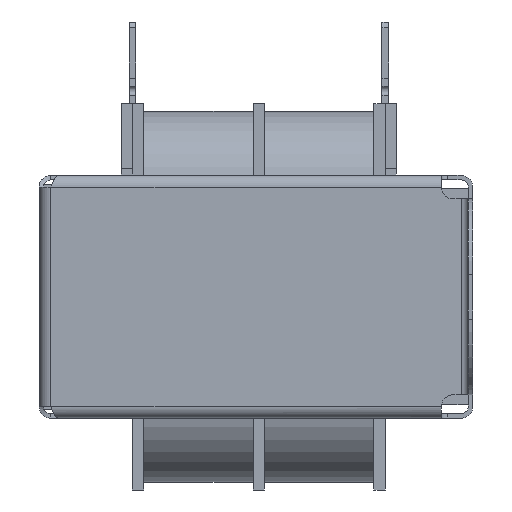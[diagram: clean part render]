
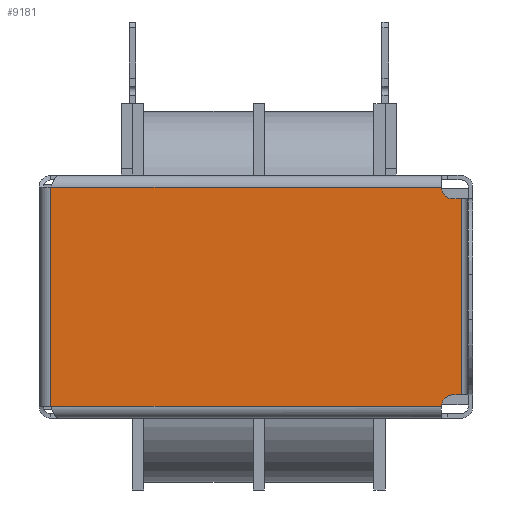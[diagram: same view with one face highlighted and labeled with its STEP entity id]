
A CAD part, left-side view. The second image highlights one B-rep face of the part: STEP entity #9181.
In plain terms, the highlighted planar face has unit normal (-1, 0, 0).
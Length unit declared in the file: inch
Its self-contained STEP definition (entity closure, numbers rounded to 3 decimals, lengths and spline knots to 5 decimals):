
#310 = DIRECTION ( 'NONE',  ( 0., 0., 1. ) ) ;
#522 = ORIENTED_EDGE ( 'NONE', *, *, #8047, .T. ) ;
#641 = ORIENTED_EDGE ( 'NONE', *, *, #9904, .T. ) ;
#709 = CARTESIAN_POINT ( 'NONE',  ( -1.155, -1.858, 0.4365 ) ) ;
#756 = CARTESIAN_POINT ( 'NONE',  ( -1.155, -0.945, -0.488 ) ) ;
#788 = LINE ( 'NONE', #10778, #2797 ) ;
#1264 = VERTEX_POINT ( 'NONE', #3525 ) ;
#1351 = DIRECTION ( 'NONE',  ( 0., 0., -1. ) ) ;
#1727 = DIRECTION ( 'NONE',  ( 0., -1., 0. ) ) ;
#1812 = VERTEX_POINT ( 'NONE', #8740 ) ;
#1896 = CARTESIAN_POINT ( 'NONE',  ( -1.155, -1.77, -0.488 ) ) ;
#2096 = CIRCLE ( 'NONE', #12225, 0.0515 ) ;
#2144 = EDGE_CURVE ( 'NONE', #8412, #4043, #3298, .T. ) ;
#2162 = EDGE_CURVE ( 'NONE', #1812, #4043, #10428, .T. ) ;
#2483 = CARTESIAN_POINT ( 'NONE',  ( -1.155, -0.032, 0. ) ) ;
#2613 = CARTESIAN_POINT ( 'NONE',  ( -1.155, -1.858, -0.4365 ) ) ;
#2682 = VERTEX_POINT ( 'NONE', #3539 ) ;
#2797 = VECTOR ( 'NONE', #1727, 39.37008 ) ;
#3033 = VECTOR ( 'NONE', #9383, 39.37008 ) ;
#3077 = DIRECTION ( 'NONE',  ( 0., -1., 0. ) ) ;
#3298 = LINE ( 'NONE', #7528, #3033 ) ;
#3525 = CARTESIAN_POINT ( 'NONE',  ( -1.155, -1.8215, -0.4365 ) ) ;
#3526 = CARTESIAN_POINT ( 'NONE',  ( -1.155, -1.858, 0. ) ) ;
#3539 = CARTESIAN_POINT ( 'NONE',  ( -1.155, -0.032, 0.488 ) ) ;
#3858 = DIRECTION ( 'NONE',  ( 0., -1., 0. ) ) ;
#3890 = LINE ( 'NONE', #9068, #8879 ) ;
#3916 = VERTEX_POINT ( 'NONE', #8581 ) ;
#3956 = VECTOR ( 'NONE', #1351, 39.37008 ) ;
#4043 = VERTEX_POINT ( 'NONE', #11094 ) ;
#4049 = FACE_OUTER_BOUND ( 'NONE', #7285, .T. ) ;
#4280 = DIRECTION ( 'NONE',  ( -1., 0., 0. ) ) ;
#4867 = DIRECTION ( 'NONE',  ( -1., 0., 0. ) ) ;
#5511 = LINE ( 'NONE', #2483, #3956 ) ;
#5512 = VERTEX_POINT ( 'NONE', #2613 ) ;
#6264 = VERTEX_POINT ( 'NONE', #1896 ) ;
#6395 = AXIS2_PLACEMENT_3D ( 'NONE', #11302, #4280, #310 ) ;
#6428 = EDGE_CURVE ( 'NONE', #2682, #3916, #5511, .T. ) ;
#6509 = VECTOR ( 'NONE', #10545, 39.37008 ) ;
#6743 = ORIENTED_EDGE ( 'NONE', *, *, #2162, .F. ) ;
#7285 = EDGE_LOOP ( 'NONE', ( #12453, #8926, #11099, #11430, #6743, #641, #10879, #522 ) ) ;
#7528 = CARTESIAN_POINT ( 'NONE',  ( -1.155, -1.83975, 0.4365 ) ) ;
#7970 = LINE ( 'NONE', #756, #8428 ) ;
#8047 = EDGE_CURVE ( 'NONE', #3916, #6264, #7970, .T. ) ;
#8412 = VERTEX_POINT ( 'NONE', #709 ) ;
#8428 = VECTOR ( 'NONE', #3858, 39.37008 ) ;
#8560 = LINE ( 'NONE', #3526, #6509 ) ;
#8581 = CARTESIAN_POINT ( 'NONE',  ( -1.155, -0.032, -0.488 ) ) ;
#8740 = CARTESIAN_POINT ( 'NONE',  ( -1.155, -1.77, 0.488 ) ) ;
#8879 = VECTOR ( 'NONE', #10843, 39.37008 ) ;
#8926 = ORIENTED_EDGE ( 'NONE', *, *, #13085, .T. ) ;
#9068 = CARTESIAN_POINT ( 'NONE',  ( -1.155, -0.945, 0.488 ) ) ;
#9181 = ADVANCED_FACE ( 'NONE', ( #4049 ), #12129, .T. ) ;
#9383 = DIRECTION ( 'NONE',  ( 0., 1., 0. ) ) ;
#9904 = EDGE_CURVE ( 'NONE', #1812, #2682, #3890, .T. ) ;
#10357 = DIRECTION ( 'NONE',  ( -1., 0., 0. ) ) ;
#10415 = EDGE_CURVE ( 'NONE', #5512, #8412, #8560, .T. ) ;
#10428 = CIRCLE ( 'NONE', #6395, 0.0515 ) ;
#10487 = DIRECTION ( 'NONE',  ( 0., 0., 1. ) ) ;
#10545 = DIRECTION ( 'NONE',  ( 0., 0., 1. ) ) ;
#10778 = CARTESIAN_POINT ( 'NONE',  ( -1.155, -1.83975, -0.4365 ) ) ;
#10843 = DIRECTION ( 'NONE',  ( 0., 1., 0. ) ) ;
#10875 = CARTESIAN_POINT ( 'NONE',  ( -1.155, -0.032, -0.488 ) ) ;
#10879 = ORIENTED_EDGE ( 'NONE', *, *, #6428, .T. ) ;
#11094 = CARTESIAN_POINT ( 'NONE',  ( -1.155, -1.8215, 0.4365 ) ) ;
#11099 = ORIENTED_EDGE ( 'NONE', *, *, #10415, .T. ) ;
#11170 = AXIS2_PLACEMENT_3D ( 'NONE', #10875, #4867, #3077 ) ;
#11298 = EDGE_CURVE ( 'NONE', #1264, #6264, #2096, .T. ) ;
#11302 = CARTESIAN_POINT ( 'NONE',  ( -1.155, -1.8215, 0.488 ) ) ;
#11348 = CARTESIAN_POINT ( 'NONE',  ( -1.155, -1.8215, -0.488 ) ) ;
#11430 = ORIENTED_EDGE ( 'NONE', *, *, #2144, .T. ) ;
#12129 = PLANE ( 'NONE',  #11170 ) ;
#12225 = AXIS2_PLACEMENT_3D ( 'NONE', #11348, #10357, #10487 ) ;
#12453 = ORIENTED_EDGE ( 'NONE', *, *, #11298, .F. ) ;
#13085 = EDGE_CURVE ( 'NONE', #1264, #5512, #788, .T. ) ;
